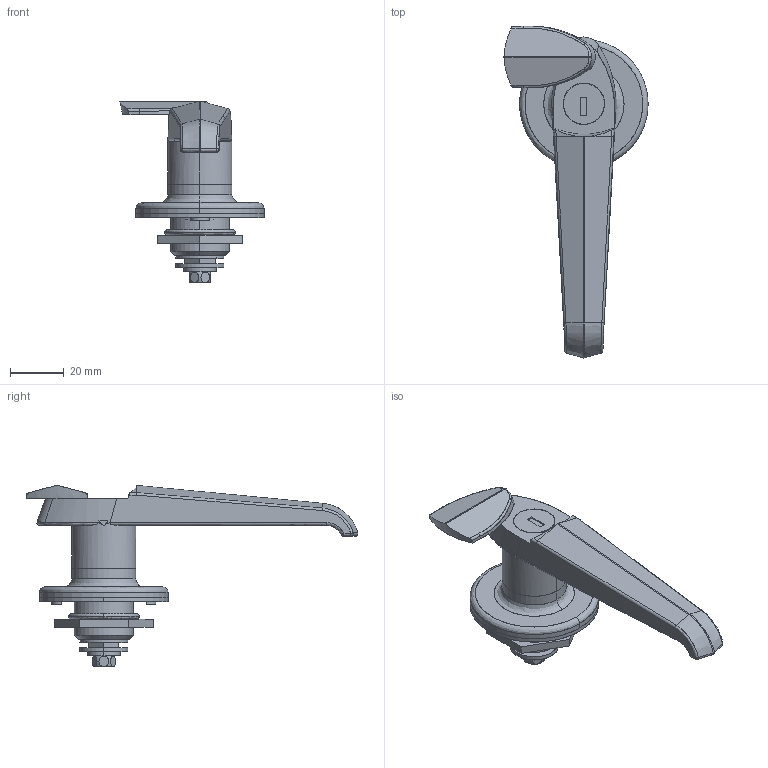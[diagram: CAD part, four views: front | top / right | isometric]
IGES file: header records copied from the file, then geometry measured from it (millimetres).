
Start section: SolidWorks IGES file using analytic representation for surfaces
Global section: file name: A-1140-2-1-0200.IGS,15; native system: HSolidWorks 2021; preprocessor: SolidWorks 2021; author: 1300nh; date: 240110.143720; units: millimetre
Bounding box: 53.9 x 124.08 x 67.8 mm (x, y, z)
Surface area: 28479.8 mm2 (no closed solid volume)
Topology: 0 solids, 0 shells, 243 faces, 3912 edges, 3904 vertices
Faces by surface type: bspline 144, revolution 99
